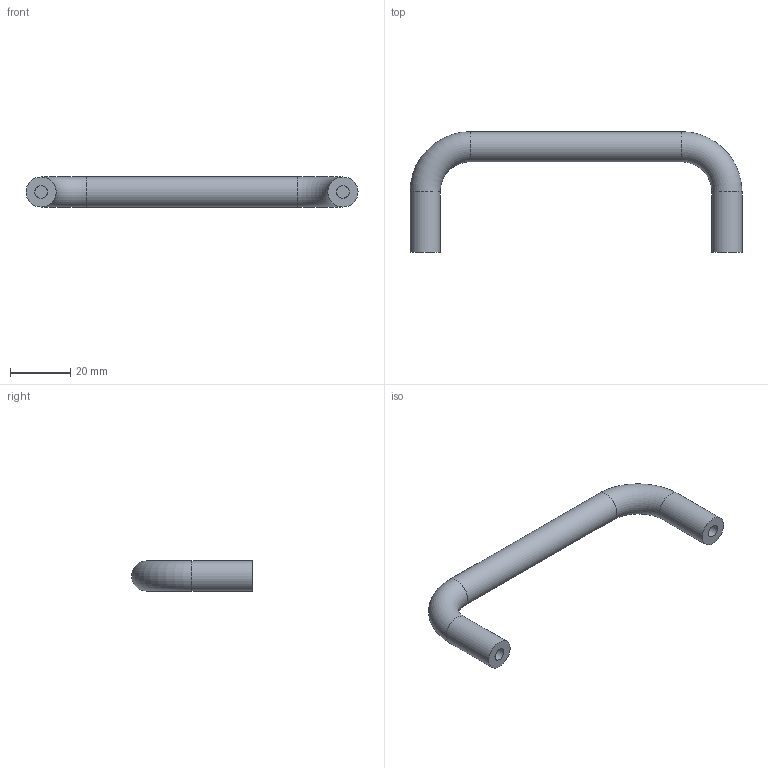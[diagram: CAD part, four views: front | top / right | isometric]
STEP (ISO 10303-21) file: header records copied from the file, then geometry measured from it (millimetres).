
FILE_DESCRIPTION(('STEP AP203'),'1');
FILE_NAME('184.M.F.step','2012-02-15T12:46:37',(' '),(' '),'Spatial InterOp 3D',' ',' ');
FILE_SCHEMA(('CONFIG_CONTROL_DESIGN'));
Length unit declared in the file: millimetre
Products named in the file (1): 1
Bounding box: 110 x 40 x 10 mm (x, y, z)
Volume: 11924.8 mm3; surface area: 5489.1 mm2
Topology: 1 solids, 1 shells, 13 faces, 21 edges, 12 vertices
Faces by surface type: cylinder 7, plane 4, torus 2
Full cylindrical faces by diameter (mm): 4.2 x4, 10 x3
Entity records: 358 total; most frequent: CARTESIAN_POINT 104, DIRECTION 48, AXIS2_PLACEMENT_3D 24, EDGE_LOOP 24, ORIENTED_EDGE 24, FACE_OUTER_BOUND 22, ADVANCED_FACE 13, EDGE_CURVE 12
